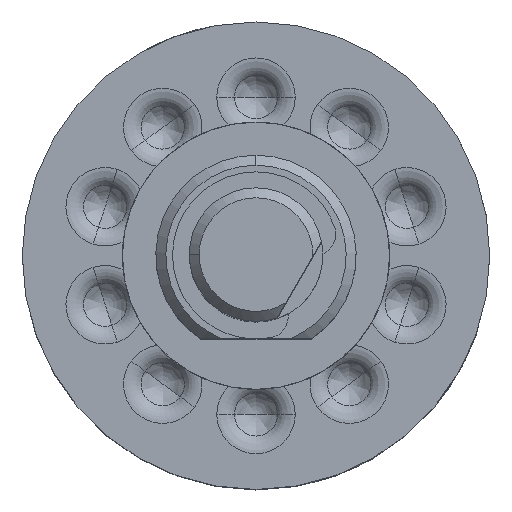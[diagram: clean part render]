
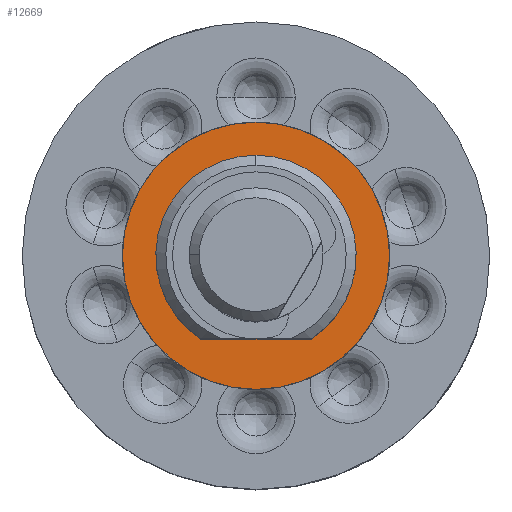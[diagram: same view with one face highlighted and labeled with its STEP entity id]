
A CAD part, top view. The second image highlights one B-rep face of the part: STEP entity #12669.
In plain terms, the highlighted planar face has unit normal (0, 0, 1).
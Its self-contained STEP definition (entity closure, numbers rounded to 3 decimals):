
#155 = PLANE ( 'NONE',  #12139 ) ;
#367 = CARTESIAN_POINT ( 'NONE',  ( 0., 0., 0. ) ) ;
#737 = EDGE_LOOP ( 'NONE', ( #1058, #5530, #6901 ) ) ;
#1058 = ORIENTED_EDGE ( 'NONE', *, *, #12789, .F. ) ;
#1163 = CARTESIAN_POINT ( 'NONE',  ( 0., 0., 0. ) ) ;
#1448 = CIRCLE ( 'NONE', #6888, 4. ) ;
#1509 = CARTESIAN_POINT ( 'NONE',  ( 0., -2.5, 0. ) ) ;
#1832 = AXIS2_PLACEMENT_3D ( 'NONE', #6779, #11830, #10426 ) ;
#2038 = DIRECTION ( 'NONE',  ( 0., -1., 0. ) ) ;
#2644 = EDGE_CURVE ( 'NONE', #15535, #11692, #16251, .T. ) ;
#2919 = FACE_BOUND ( 'NONE', #737, .T. ) ;
#3446 = VERTEX_POINT ( 'NONE', #10635 ) ;
#3885 = EDGE_CURVE ( 'NONE', #12619, #16257, #9916, .T. ) ;
#4093 = CIRCLE ( 'NONE', #6040, 3. ) ;
#4708 = CARTESIAN_POINT ( 'NONE',  ( -1.658, -2.5, 0. ) ) ;
#5309 = DIRECTION ( 'NONE',  ( 0., -1., 0. ) ) ;
#5530 = ORIENTED_EDGE ( 'NONE', *, *, #3885, .T. ) ;
#6040 = AXIS2_PLACEMENT_3D ( 'NONE', #367, #11753, #9123 ) ;
#6241 = EDGE_CURVE ( 'NONE', #11692, #15535, #1448, .T. ) ;
#6394 = CIRCLE ( 'NONE', #1832, 3. ) ;
#6581 = CARTESIAN_POINT ( 'NONE',  ( 0., -4., 0. ) ) ;
#6779 = CARTESIAN_POINT ( 'NONE',  ( 0., 0., 0. ) ) ;
#6888 = AXIS2_PLACEMENT_3D ( 'NONE', #1163, #7452, #16242 ) ;
#6901 = ORIENTED_EDGE ( 'NONE', *, *, #13045, .F. ) ;
#7452 = DIRECTION ( 'NONE',  ( 0., 0., 1. ) ) ;
#8738 = ORIENTED_EDGE ( 'NONE', *, *, #6241, .T. ) ;
#8919 = CARTESIAN_POINT ( 'NONE',  ( 1.658, -2.5, 0. ) ) ;
#9021 = CARTESIAN_POINT ( 'NONE',  ( 0., 0., 0. ) ) ;
#9123 = DIRECTION ( 'NONE',  ( 0., -1., 0. ) ) ;
#9916 = LINE ( 'NONE', #1509, #16246 ) ;
#10118 = CARTESIAN_POINT ( 'NONE',  ( 0., 4., 0. ) ) ;
#10248 = DIRECTION ( 'NONE',  ( -1., 0., 0. ) ) ;
#10426 = DIRECTION ( 'NONE',  ( 0., -1., 0. ) ) ;
#10515 = AXIS2_PLACEMENT_3D ( 'NONE', #13044, #13104, #2038 ) ;
#10635 = CARTESIAN_POINT ( 'NONE',  ( 0., 3., 0. ) ) ;
#11692 = VERTEX_POINT ( 'NONE', #6581 ) ;
#11753 = DIRECTION ( 'NONE',  ( 0., 0., 1. ) ) ;
#11830 = DIRECTION ( 'NONE',  ( 0., 0., 1. ) ) ;
#12139 = AXIS2_PLACEMENT_3D ( 'NONE', #9021, #12799, #5309 ) ;
#12619 = VERTEX_POINT ( 'NONE', #8919 ) ;
#12669 = ADVANCED_FACE ( 'NONE', ( #2919, #14691 ), #155, .T. ) ;
#12789 = EDGE_CURVE ( 'NONE', #12619, #3446, #4093, .T. ) ;
#12799 = DIRECTION ( 'NONE',  ( 0., 0., 1. ) ) ;
#13044 = CARTESIAN_POINT ( 'NONE',  ( 0., 0., 0. ) ) ;
#13045 = EDGE_CURVE ( 'NONE', #3446, #16257, #6394, .T. ) ;
#13104 = DIRECTION ( 'NONE',  ( 0., 0., 1. ) ) ;
#14691 = FACE_OUTER_BOUND ( 'NONE', #15344, .T. ) ;
#15344 = EDGE_LOOP ( 'NONE', ( #15957, #8738 ) ) ;
#15535 = VERTEX_POINT ( 'NONE', #10118 ) ;
#15957 = ORIENTED_EDGE ( 'NONE', *, *, #2644, .T. ) ;
#16242 = DIRECTION ( 'NONE',  ( 0., -1., 0. ) ) ;
#16246 = VECTOR ( 'NONE', #10248, 1000. ) ;
#16251 = CIRCLE ( 'NONE', #10515, 4. ) ;
#16257 = VERTEX_POINT ( 'NONE', #4708 ) ;
